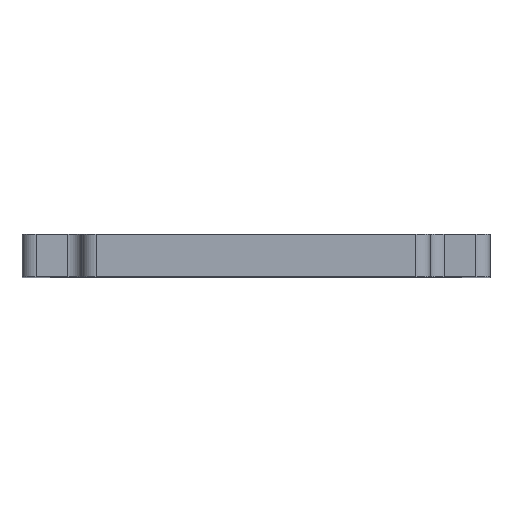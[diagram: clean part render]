
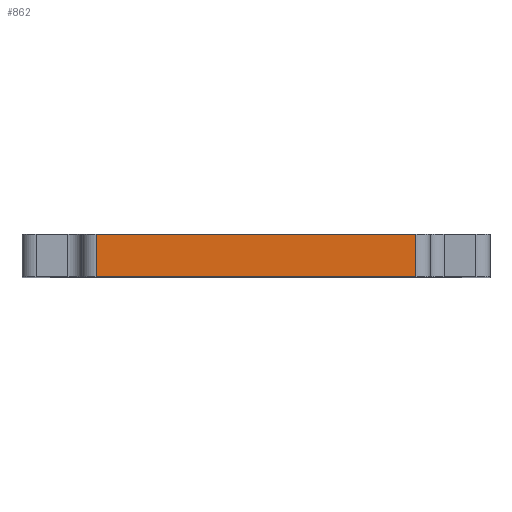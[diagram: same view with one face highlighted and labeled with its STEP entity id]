
A CAD part, top view. The second image highlights one B-rep face of the part: STEP entity #862.
In plain terms, the highlighted planar face has unit normal (0, 0, 1).
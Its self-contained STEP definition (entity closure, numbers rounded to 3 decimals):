
#3 = FACE_OUTER_BOUND ( 'NONE', #1281, .T. ) ;
#35 = CARTESIAN_POINT ( 'NONE',  ( -11.27, 3., 23.071 ) ) ;
#52 = ORIENTED_EDGE ( 'NONE', *, *, #485, .T. ) ;
#134 = VERTEX_POINT ( 'NONE', #265 ) ;
#198 = VERTEX_POINT ( 'NONE', #571 ) ;
#217 = CARTESIAN_POINT ( 'NONE',  ( 11.27, 3., 23.071 ) ) ;
#239 = VECTOR ( 'NONE', #682, 1000. ) ;
#265 = CARTESIAN_POINT ( 'NONE',  ( 11.27, 0., 23.071 ) ) ;
#276 = CARTESIAN_POINT ( 'NONE',  ( -12.27, 3., 23.071 ) ) ;
#309 = LINE ( 'NONE', #217, #738 ) ;
#321 = DIRECTION ( 'NONE',  ( 1., 0., 0. ) ) ;
#382 = EDGE_CURVE ( 'NONE', #134, #198, #309, .T. ) ;
#474 = VECTOR ( 'NONE', #321, 1000. ) ;
#485 = EDGE_CURVE ( 'NONE', #679, #1173, #814, .T. ) ;
#499 = ORIENTED_EDGE ( 'NONE', *, *, #382, .T. ) ;
#571 = CARTESIAN_POINT ( 'NONE',  ( 11.27, 3., 23.071 ) ) ;
#632 = AXIS2_PLACEMENT_3D ( 'NONE', #722, #1350, #1243 ) ;
#679 = VERTEX_POINT ( 'NONE', #1118 ) ;
#682 = DIRECTION ( 'NONE',  ( 1., 0., 0. ) ) ;
#722 = CARTESIAN_POINT ( 'NONE',  ( -12.27, 3., 23.071 ) ) ;
#738 = VECTOR ( 'NONE', #936, 1000. ) ;
#747 = DIRECTION ( 'NONE',  ( 0., -1., 0. ) ) ;
#814 = LINE ( 'NONE', #35, #1219 ) ;
#862 = ADVANCED_FACE ( 'NONE', ( #3 ), #1042, .F. ) ;
#936 = DIRECTION ( 'NONE',  ( 0., 1., 0. ) ) ;
#944 = CARTESIAN_POINT ( 'NONE',  ( -12.27, 0., 23.071 ) ) ;
#1004 = CARTESIAN_POINT ( 'NONE',  ( -11.27, 0., 23.071 ) ) ;
#1034 = EDGE_CURVE ( 'NONE', #1173, #134, #1104, .T. ) ;
#1042 = PLANE ( 'NONE',  #632 ) ;
#1061 = ORIENTED_EDGE ( 'NONE', *, *, #1203, .F. ) ;
#1104 = LINE ( 'NONE', #944, #474 ) ;
#1118 = CARTESIAN_POINT ( 'NONE',  ( -11.27, 3., 23.071 ) ) ;
#1164 = LINE ( 'NONE', #276, #239 ) ;
#1173 = VERTEX_POINT ( 'NONE', #1004 ) ;
#1192 = ORIENTED_EDGE ( 'NONE', *, *, #1034, .T. ) ;
#1203 = EDGE_CURVE ( 'NONE', #679, #198, #1164, .T. ) ;
#1219 = VECTOR ( 'NONE', #747, 1000. ) ;
#1243 = DIRECTION ( 'NONE',  ( -1., 0., 0. ) ) ;
#1281 = EDGE_LOOP ( 'NONE', ( #1061, #52, #1192, #499 ) ) ;
#1350 = DIRECTION ( 'NONE',  ( 0., 0., -1. ) ) ;
